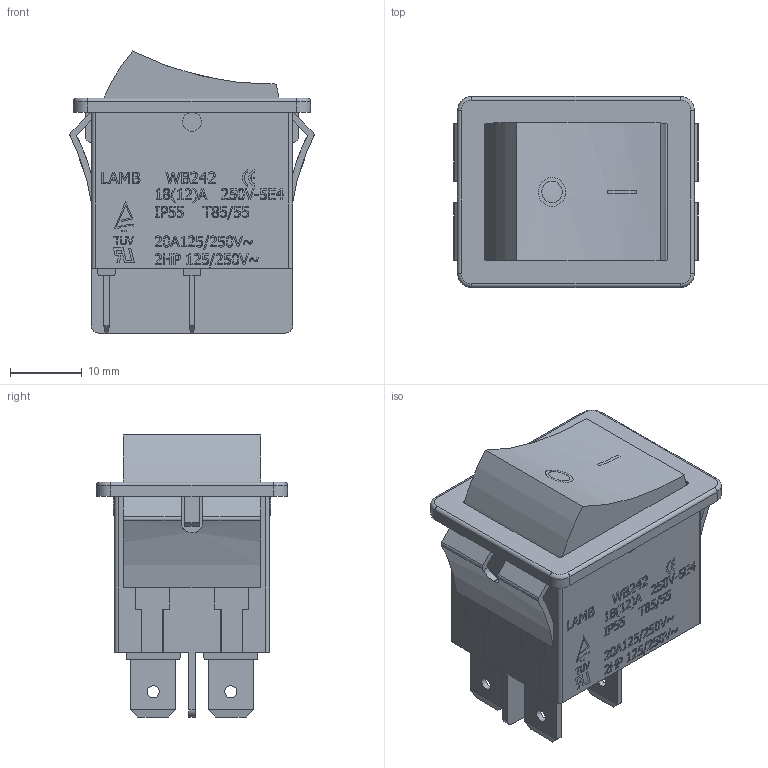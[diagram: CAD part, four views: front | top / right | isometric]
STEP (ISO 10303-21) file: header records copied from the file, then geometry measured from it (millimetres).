
FILE_DESCRIPTION((''),'2;1');
FILE_NAME('WB242Dxxx1.stp','2017-12-12T10:08:28',('mwilliams'),(''),'Autodesk Inventor 2012','Autodesk Inventor 2012','');
FILE_SCHEMA(('AUTOMOTIVE_DESIGN { 1 0 10303 214 1 1 1 1 }'));
Length unit declared in the file: millimetre
Products named in the file (1): WB242Dxxx1
Bounding box: 34 x 26.6 x 39.26 mm (x, y, z)
Volume: 7403.9 mm3; surface area: 10706 mm2
Topology: 1 solids, 1 shells, 396 faces, 1783 edges, 1480 vertices
Faces by surface type: plane 331, cylinder 61, torus 4
Full cylindrical faces by diameter (mm): 0.6 x2, 1.7 x4, 2.6 x2
Entity records: 19657 total; most frequent: CARTESIAN_POINT 5130, ORIENTED_EDGE 3554, DIRECTION 2317, EDGE_CURVE 1777, VERTEX_POINT 1480, VECTOR 1163, LINE 1163, AXIS2_PLACEMENT_3D 577
